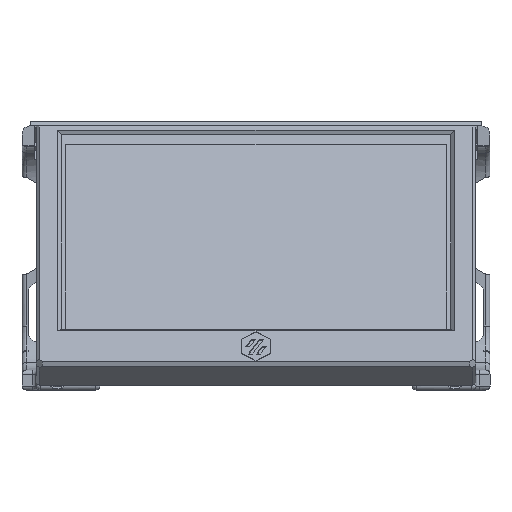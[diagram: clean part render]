
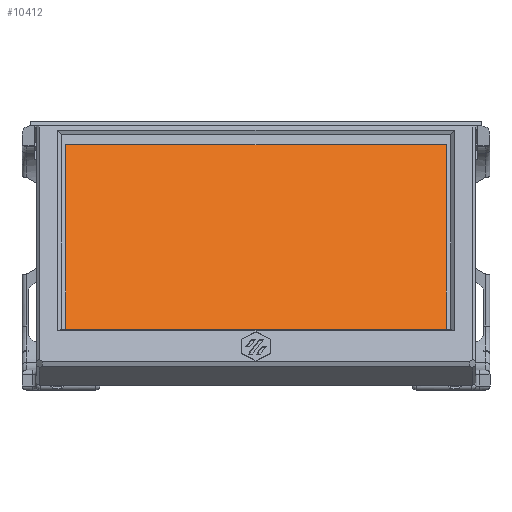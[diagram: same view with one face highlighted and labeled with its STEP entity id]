
A CAD part, front view. The second image highlights one B-rep face of the part: STEP entity #10412.
In plain terms, the highlighted face is planar.
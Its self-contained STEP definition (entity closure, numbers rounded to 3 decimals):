
#538=PLANE('',#11141);
#877=FACE_OUTER_BOUND('',#1502,.T.);
#1502=EDGE_LOOP('',(#7232,#7233,#7234,#7235));
#2160=LINE('',#15289,#3151);
#2163=LINE('',#15295,#3154);
#2166=LINE('',#15301,#3157);
#2169=LINE('',#15305,#3160);
#3151=VECTOR('',#12319,10.);
#3154=VECTOR('',#12324,10.);
#3157=VECTOR('',#12329,10.);
#3160=VECTOR('',#12334,10.);
#4484=VERTEX_POINT('',#15286);
#4485=VERTEX_POINT('',#15288);
#4487=VERTEX_POINT('',#15294);
#4489=VERTEX_POINT('',#15300);
#5527=EDGE_CURVE('',#4485,#4484,#2160,.T.);
#5530=EDGE_CURVE('',#4487,#4485,#2163,.T.);
#5533=EDGE_CURVE('',#4489,#4487,#2166,.T.);
#5536=EDGE_CURVE('',#4484,#4489,#2169,.T.);
#7232=ORIENTED_EDGE('',*,*,#5536,.T.);
#7233=ORIENTED_EDGE('',*,*,#5533,.T.);
#7234=ORIENTED_EDGE('',*,*,#5530,.T.);
#7235=ORIENTED_EDGE('',*,*,#5527,.T.);
#10412=ADVANCED_FACE('',(#877),#538,.T.);
#11141=AXIS2_PLACEMENT_3D('',#15306,#12335,#12336);
#12319=DIRECTION('',(0.,0.,-1.));
#12324=DIRECTION('',(0.,-1.,0.));
#12329=DIRECTION('',(0.,0.,1.));
#12334=DIRECTION('',(0.,1.,0.));
#12335=DIRECTION('center_axis',(1.,0.,0.));
#12336=DIRECTION('ref_axis',(0.,0.,-1.));
#15286=CARTESIAN_POINT('',(8.5,-47.511,-24.75));
#15288=CARTESIAN_POINT('',(8.5,-47.511,29.101));
#15289=CARTESIAN_POINT('',(8.5,-47.511,-24.75));
#15294=CARTESIAN_POINT('',(8.5,47.511,29.101));
#15295=CARTESIAN_POINT('',(8.5,-47.511,29.101));
#15300=CARTESIAN_POINT('',(8.5,47.511,-24.75));
#15301=CARTESIAN_POINT('',(8.5,47.511,29.101));
#15305=CARTESIAN_POINT('',(8.5,47.511,-24.75));
#15306=CARTESIAN_POINT('Origin',(8.5,0.,2.176));
